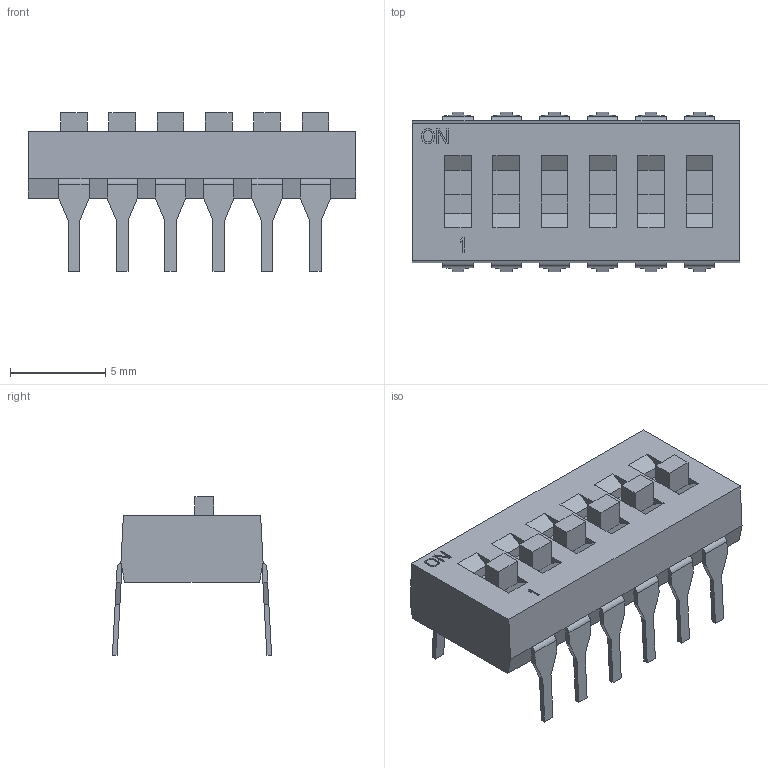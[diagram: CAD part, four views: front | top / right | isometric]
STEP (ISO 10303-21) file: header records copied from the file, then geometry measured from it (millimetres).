
FILE_DESCRIPTION(('STEP AP242'),'1');
FILE_NAME('1825057-5.stp','2020-12-22T22:21:53',('TraceParts'),('TraceParts S.A.'),'Spatial InterOp 3D',' ',' ');
FILE_SCHEMA(('AP242_MANAGED_MODEL_BASED_3D_ENGINEERING_MIM_LF {1 0 10303 442 1 1 4}'));
Length unit declared in the file: millimetre
Products named in the file (1): 1825057-5
Bounding box: 17.22 x 8.38 x 8.36 mm (x, y, z)
Volume: 450.3 mm3; surface area: 618.8 mm2
Topology: 1 solids, 1 shells, 271 faces, 729 edges, 470 vertices
Faces by surface type: plane 259, cylinder 12
Entity records: 8278 total; most frequent: CARTESIAN_POINT 1471, ORIENTED_EDGE 1458, DIRECTION 1297, EDGE_CURVE 729, LINE 705, VECTOR 705, VERTEX_POINT 470, AXIS2_PLACEMENT_3D 296
